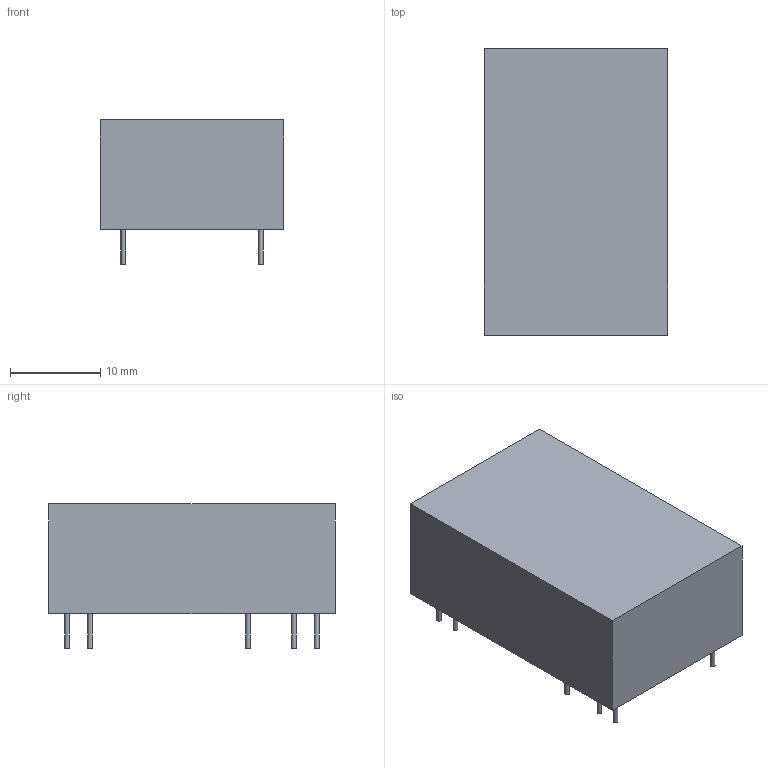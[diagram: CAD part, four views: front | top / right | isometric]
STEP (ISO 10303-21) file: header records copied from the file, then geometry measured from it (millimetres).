
FILE_DESCRIPTION(/* description */ (''),/* implementation_level */ '2;1');
FILE_NAME(/* name */ '409-03-01.stp',/* time_stamp */ '2018-12-25T22:17:07-06:00',/* author */ (''),/* organization */ (''),/* preprocessor_version */ 'ST-DEVELOPER v16.7',/* originating_system */ 'SIEMENS PLM Software NX 12.0',/* authorisation */ '');
FILE_SCHEMA (('AUTOMOTIVE_DESIGN { 1 0 10303 214 3 1 1 1 }'));
Length unit declared in the file: inch
Products named in the file (1): 409-03-01
Bounding box: 20.32 x 31.75 x 16 mm (x, y, z)
Volume: 7872.7 mm3; surface area: 2614.7 mm2
Topology: 1 solids, 1 shells, 24 faces, 47 edges, 34 vertices
Faces by surface type: plane 15, cylinder 9
Full cylindrical faces by diameter (mm): 0.508 x9
Entity records: 712 total; most frequent: DIRECTION 98, CARTESIAN_POINT 81, ORIENTED_EDGE 60, AXIS2_PLACEMENT_3D 43, EDGE_LOOP 42, EDGE_CURVE 30, FACE_BOUND 28, VERTEX_POINT 26
